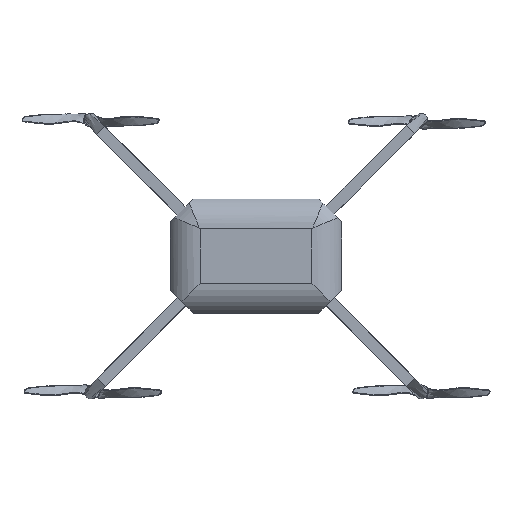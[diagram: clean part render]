
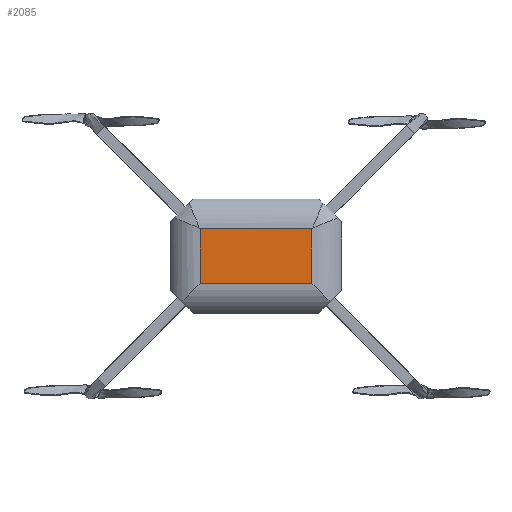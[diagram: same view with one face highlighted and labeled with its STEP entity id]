
A CAD part, front view. The second image highlights one B-rep face of the part: STEP entity #2085.
In plain terms, the highlighted planar face has unit normal (0, -1, 0).
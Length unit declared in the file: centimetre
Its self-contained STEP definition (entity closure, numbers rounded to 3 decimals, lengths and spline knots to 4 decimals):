
#271=PLANE('',#2268);
#346=LINE('',#15096,#446);
#351=LINE('',#15115,#451);
#353=LINE('',#15127,#453);
#354=LINE('',#15128,#454);
#446=VECTOR('',#2636,1.5);
#451=VECTOR('',#2655,1.5);
#453=VECTOR('',#2667,1.5);
#454=VECTOR('',#2668,1.5);
#603=FACE_OUTER_BOUND('',#731,.T.);
#731=EDGE_LOOP('',(#1830,#1831,#1832,#1833));
#1008=VERTEX_POINT('',#15093);
#1009=VERTEX_POINT('',#15095);
#1016=VERTEX_POINT('',#15114);
#1021=VERTEX_POINT('',#15126);
#1287=EDGE_CURVE('',#1008,#1009,#346,.T.);
#1297=EDGE_CURVE('',#1009,#1016,#351,.T.);
#1303=EDGE_CURVE('',#1021,#1008,#353,.T.);
#1304=EDGE_CURVE('',#1016,#1021,#354,.T.);
#1830=ORIENTED_EDGE('',*,*,#1287,.F.);
#1831=ORIENTED_EDGE('',*,*,#1303,.F.);
#1832=ORIENTED_EDGE('',*,*,#1304,.F.);
#1833=ORIENTED_EDGE('',*,*,#1297,.F.);
#2085=ADVANCED_FACE('',(#603),#271,.F.);
#2268=AXIS2_PLACEMENT_3D('',#15125,#2665,#2666);
#2636=DIRECTION('',(0.,0.,1.));
#2655=DIRECTION('',(1.,0.,0.));
#2665=DIRECTION('center_axis',(0.,1.,0.));
#2666=DIRECTION('ref_axis',(1.,0.,0.));
#2667=DIRECTION('',(-1.,0.,0.));
#2668=DIRECTION('',(0.,0.,-1.));
#15093=CARTESIAN_POINT('',(1.299,0.,1.299));
#15095=CARTESIAN_POINT('',(1.299,0.,3.701));
#15096=CARTESIAN_POINT('',(1.299,0.,1.75));
#15114=CARTESIAN_POINT('',(6.201,0.,3.701));
#15115=CARTESIAN_POINT('',(2.375,0.,3.701));
#15125=CARTESIAN_POINT('Origin',(3.75,0.,2.5));
#15126=CARTESIAN_POINT('',(6.201,0.,1.299));
#15127=CARTESIAN_POINT('',(5.125,0.,1.299));
#15128=CARTESIAN_POINT('',(6.201,0.,3.25));
